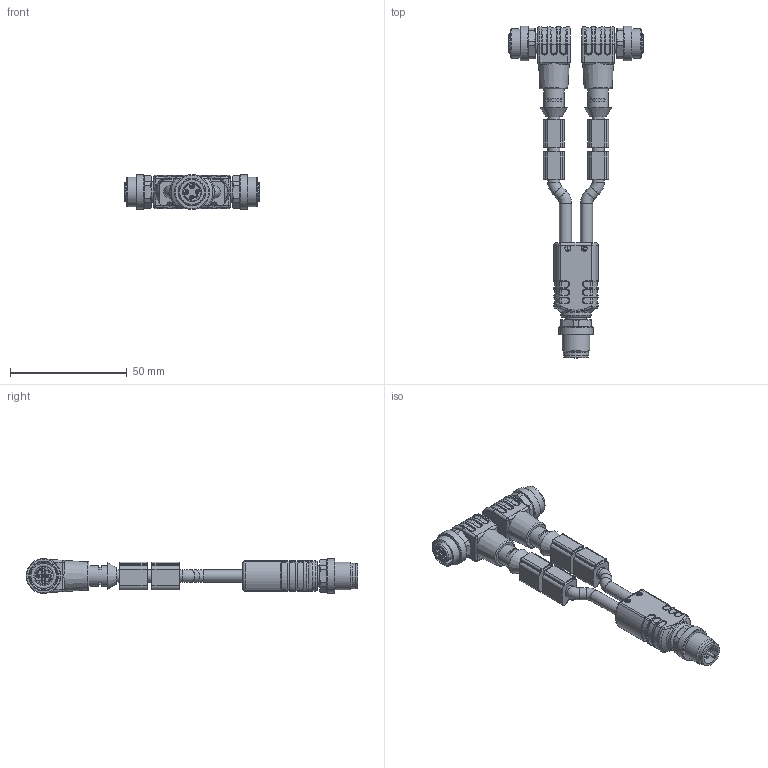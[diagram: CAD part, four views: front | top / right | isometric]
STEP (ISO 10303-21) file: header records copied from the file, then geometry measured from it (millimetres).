
FILE_DESCRIPTION(/* description */ (''),/* implementation_level */ '2;1');
FILE_NAME(/* name */ 'YK-FS4M12-2AL-WWAK3.stp',/* time_stamp */ '2016-11-07T15:58:24+01:00',/* author */ (''),/* organization */ (''),/* preprocessor_version */ 'ST-DEVELOPER v16',/* originating_system */ 'SIEMENS PLM Software NX 10.0',/* authorisation */ '');
FILE_SCHEMA (('AUTOMOTIVE_DESIGN { 1 0 10303 214 3 1 1 1 }'));
Length unit declared in the file: millimetre
Products named in the file (1): YK-FS4M12-2AL-WWAK3
Bounding box: 57.8 x 142.44 x 15 mm (x, y, z)
Volume: 26516.2 mm3; surface area: 14023.8 mm2
Topology: 1 solids, 1 shells, 1093 faces, 2753 edges, 1731 vertices
Faces by surface type: cylinder 380, plane 379, extrusion 117, torus 106, bspline 50, cone 45, sphere 16
Full cylindrical faces by diameter (mm): 1 x4, 2.5 x4, 5.2 x10, 8.3 x1, 8.7 x3, 8.8 x2, 10.5 x1, 10.8 x1, 10.95 x2, 11.8 x2, 12 x1, 12.3 x2, 12.8 x2, 13 x1, 15 x3
Entity records: 36546 total; most frequent: CARTESIAN_POINT 11036, ORIENTED_EDGE 5246, DIRECTION 5202, EDGE_CURVE 2623, AXIS2_PLACEMENT_3D 1899, VERTEX_POINT 1694, VECTOR 1404, LINE 1287
